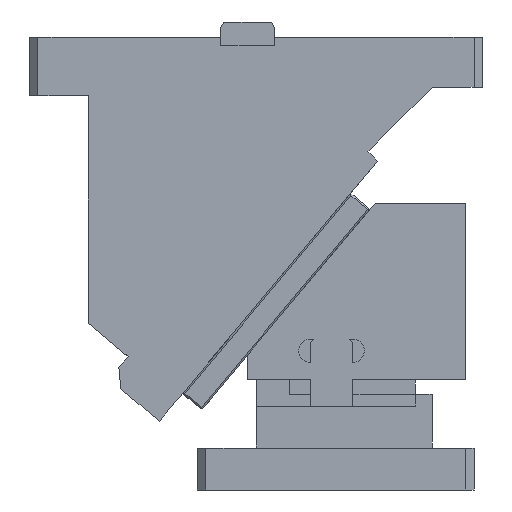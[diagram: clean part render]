
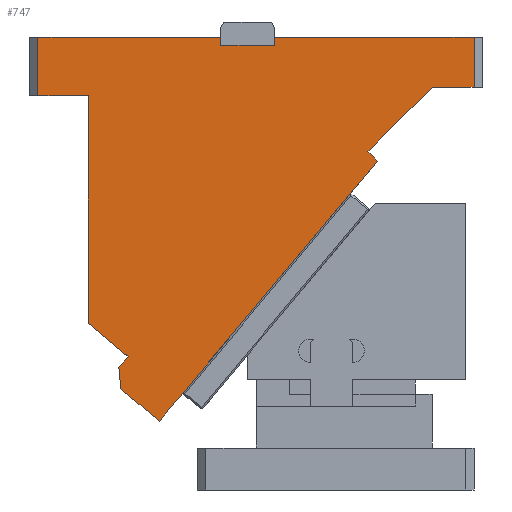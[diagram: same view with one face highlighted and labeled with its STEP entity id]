
A CAD part, front view. The second image highlights one B-rep face of the part: STEP entity #747.
In plain terms, the highlighted planar face has unit normal (0, -1, 0).
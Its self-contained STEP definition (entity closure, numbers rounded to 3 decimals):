
#117=CARTESIAN_POINT('Vertex',(46.,0.,270.)) ;
#120=CARTESIAN_POINT('Line Origine',(105.5,0.,270.)) ;
#124=CARTESIAN_POINT('Vertex',(165.,0.,270.)) ;
#569=CARTESIAN_POINT('Line Origine',(165.,0.,255.)) ;
#573=CARTESIAN_POINT('Vertex',(165.,0.,240.)) ;
#588=CARTESIAN_POINT('Axis2P3D Location',(-47.41,0.,84.66)) ;
#593=CARTESIAN_POINT('Line Origine',(46.,0.,267.5)) ;
#597=CARTESIAN_POINT('Vertex',(46.,0.,265.)) ;
#600=CARTESIAN_POINT('Line Origine',(30.,0.,265.)) ;
#604=CARTESIAN_POINT('Vertex',(14.,0.,265.)) ;
#607=CARTESIAN_POINT('Line Origine',(14.,0.,267.5)) ;
#611=CARTESIAN_POINT('Vertex',(14.,0.,270.)) ;
#614=CARTESIAN_POINT('Line Origine',(-40.5,0.,270.)) ;
#618=CARTESIAN_POINT('Vertex',(-95.,0.,270.)) ;
#621=CARTESIAN_POINT('Line Origine',(-95.,0.,252.5)) ;
#625=CARTESIAN_POINT('Vertex',(-95.,0.,235.)) ;
#628=CARTESIAN_POINT('Line Origine',(-80.,0.,235.)) ;
#632=CARTESIAN_POINT('Vertex',(-65.,0.,235.)) ;
#635=CARTESIAN_POINT('Line Origine',(-65.,0.,167.21)) ;
#639=CARTESIAN_POINT('Vertex',(-65.,0.,99.42)) ;
#642=CARTESIAN_POINT('Line Origine',(-53.141,0.,89.469)) ;
#646=CARTESIAN_POINT('Vertex',(-41.282,0.,79.518)) ;
#649=CARTESIAN_POINT('Line Origine',(-44.014,0.,76.262)) ;
#653=CARTESIAN_POINT('Vertex',(-46.746,0.,73.007)) ;
#656=CARTESIAN_POINT('Line Origine',(-46.191,0.,66.667)) ;
#660=CARTESIAN_POINT('Vertex',(-45.636,0.,60.327)) ;
#663=CARTESIAN_POINT('Line Origine',(-34.146,0.,50.685)) ;
#667=CARTESIAN_POINT('Vertex',(-22.655,0.,41.044)) ;
#670=CARTESIAN_POINT('Line Origine',(-17.031,0.,47.746)) ;
#674=CARTESIAN_POINT('Vertex',(-11.406,0.,54.449)) ;
#677=CARTESIAN_POINT('Line Origine',(-10.764,0.,55.215)) ;
#681=CARTESIAN_POINT('Vertex',(-10.121,0.,55.981)) ;
#684=CARTESIAN_POINT('Line Origine',(41.302,0.,117.265)) ;
#688=CARTESIAN_POINT('Vertex',(92.725,0.,178.549)) ;
#691=CARTESIAN_POINT('Line Origine',(100.07,0.,187.301)) ;
#695=CARTESIAN_POINT('Vertex',(107.414,0.,196.054)) ;
#698=CARTESIAN_POINT('Line Origine',(104.574,0.,198.894)) ;
#702=CARTESIAN_POINT('Vertex',(101.734,0.,201.734)) ;
#705=CARTESIAN_POINT('Line Origine',(105.867,0.,205.867)) ;
#709=CARTESIAN_POINT('Vertex',(110.,0.,210.)) ;
#712=CARTESIAN_POINT('Line Origine',(125.,0.,225.)) ;
#716=CARTESIAN_POINT('Vertex',(140.,0.,240.)) ;
#719=CARTESIAN_POINT('Line Origine',(152.5,0.,240.)) ;
#121=DIRECTION('Vector Direction',(1.,0.,0.)) ;
#570=DIRECTION('Vector Direction',(0.,0.,1.)) ;
#589=DIRECTION('Axis2P3D Direction',(0.,-1.,0.)) ;
#590=DIRECTION('Axis2P3D XDirection',(0.766,0.,-0.643)) ;
#594=DIRECTION('Vector Direction',(0.,0.,-1.)) ;
#601=DIRECTION('Vector Direction',(1.,0.,0.)) ;
#608=DIRECTION('Vector Direction',(0.,0.,-1.)) ;
#615=DIRECTION('Vector Direction',(1.,0.,0.)) ;
#622=DIRECTION('Vector Direction',(0.,0.,1.)) ;
#629=DIRECTION('Vector Direction',(1.,0.,0.)) ;
#636=DIRECTION('Vector Direction',(0.,0.,-1.)) ;
#643=DIRECTION('Vector Direction',(0.766,0.,-0.643)) ;
#650=DIRECTION('Vector Direction',(-0.643,0.,-0.766)) ;
#657=DIRECTION('Vector Direction',(0.087,0.,-0.996)) ;
#664=DIRECTION('Vector Direction',(0.766,0.,-0.643)) ;
#671=DIRECTION('Vector Direction',(0.643,0.,0.766)) ;
#678=DIRECTION('Vector Direction',(-0.643,0.,-0.766)) ;
#685=DIRECTION('Vector Direction',(-0.643,0.,-0.766)) ;
#692=DIRECTION('Vector Direction',(0.643,0.,0.766)) ;
#699=DIRECTION('Vector Direction',(0.707,0.,-0.707)) ;
#706=DIRECTION('Vector Direction',(-0.707,0.,-0.707)) ;
#713=DIRECTION('Vector Direction',(0.707,0.,0.707)) ;
#720=DIRECTION('Vector Direction',(-1.,0.,0.)) ;
#591=AXIS2_PLACEMENT_3D('Plane Axis2P3D',#588,#589,#590) ;
#725=ORIENTED_EDGE('',*,*,#126,.F.) ;
#726=ORIENTED_EDGE('',*,*,#599,.T.) ;
#727=ORIENTED_EDGE('',*,*,#606,.F.) ;
#728=ORIENTED_EDGE('',*,*,#613,.F.) ;
#729=ORIENTED_EDGE('',*,*,#620,.F.) ;
#730=ORIENTED_EDGE('',*,*,#627,.F.) ;
#731=ORIENTED_EDGE('',*,*,#634,.T.) ;
#732=ORIENTED_EDGE('',*,*,#641,.T.) ;
#733=ORIENTED_EDGE('',*,*,#648,.T.) ;
#734=ORIENTED_EDGE('',*,*,#655,.T.) ;
#735=ORIENTED_EDGE('',*,*,#662,.F.) ;
#736=ORIENTED_EDGE('',*,*,#669,.T.) ;
#737=ORIENTED_EDGE('',*,*,#676,.T.) ;
#738=ORIENTED_EDGE('',*,*,#683,.F.) ;
#739=ORIENTED_EDGE('',*,*,#690,.F.) ;
#740=ORIENTED_EDGE('',*,*,#697,.T.) ;
#741=ORIENTED_EDGE('',*,*,#704,.F.) ;
#742=ORIENTED_EDGE('',*,*,#711,.F.) ;
#743=ORIENTED_EDGE('',*,*,#718,.T.) ;
#744=ORIENTED_EDGE('',*,*,#723,.F.) ;
#745=ORIENTED_EDGE('',*,*,#575,.T.) ;
#122=VECTOR('Line Direction',#121,1.) ;
#571=VECTOR('Line Direction',#570,1.) ;
#595=VECTOR('Line Direction',#594,1.) ;
#602=VECTOR('Line Direction',#601,1.) ;
#609=VECTOR('Line Direction',#608,1.) ;
#616=VECTOR('Line Direction',#615,1.) ;
#623=VECTOR('Line Direction',#622,1.) ;
#630=VECTOR('Line Direction',#629,1.) ;
#637=VECTOR('Line Direction',#636,1.) ;
#644=VECTOR('Line Direction',#643,1.) ;
#651=VECTOR('Line Direction',#650,1.) ;
#658=VECTOR('Line Direction',#657,1.) ;
#665=VECTOR('Line Direction',#664,1.) ;
#672=VECTOR('Line Direction',#671,1.) ;
#679=VECTOR('Line Direction',#678,1.) ;
#686=VECTOR('Line Direction',#685,1.) ;
#693=VECTOR('Line Direction',#692,1.) ;
#700=VECTOR('Line Direction',#699,1.) ;
#707=VECTOR('Line Direction',#706,1.) ;
#714=VECTOR('Line Direction',#713,1.) ;
#721=VECTOR('Line Direction',#720,1.) ;
#747=ADVANCED_FACE('CAM HOLDER',(#746),#592,.T.) ;
#126=EDGE_CURVE('',#118,#125,#123,.T.) ;
#575=EDGE_CURVE('',#574,#125,#572,.T.) ;
#599=EDGE_CURVE('',#118,#598,#596,.T.) ;
#606=EDGE_CURVE('',#605,#598,#603,.T.) ;
#613=EDGE_CURVE('',#612,#605,#610,.T.) ;
#620=EDGE_CURVE('',#619,#612,#617,.T.) ;
#627=EDGE_CURVE('',#626,#619,#624,.T.) ;
#634=EDGE_CURVE('',#626,#633,#631,.T.) ;
#641=EDGE_CURVE('',#633,#640,#638,.T.) ;
#648=EDGE_CURVE('',#640,#647,#645,.T.) ;
#655=EDGE_CURVE('',#647,#654,#652,.T.) ;
#662=EDGE_CURVE('',#661,#654,#659,.F.) ;
#669=EDGE_CURVE('',#661,#668,#666,.T.) ;
#676=EDGE_CURVE('',#668,#675,#673,.T.) ;
#683=EDGE_CURVE('',#682,#675,#680,.T.) ;
#690=EDGE_CURVE('',#689,#682,#687,.T.) ;
#697=EDGE_CURVE('',#689,#696,#694,.T.) ;
#704=EDGE_CURVE('',#703,#696,#701,.T.) ;
#711=EDGE_CURVE('',#710,#703,#708,.T.) ;
#718=EDGE_CURVE('',#710,#717,#715,.T.) ;
#723=EDGE_CURVE('',#574,#717,#722,.T.) ;
#724=EDGE_LOOP('',(#725,#726,#727,#728,#729,#730,#731,#732,#733,#734,#735,#736,#737,#738,#739,#740,#741,#742,#743,#744,#745)) ;
#746=FACE_OUTER_BOUND('',#724,.T.) ;
#123=LINE('Line',#120,#122) ;
#572=LINE('Line',#569,#571) ;
#596=LINE('Line',#593,#595) ;
#603=LINE('Line',#600,#602) ;
#610=LINE('Line',#607,#609) ;
#617=LINE('Line',#614,#616) ;
#624=LINE('Line',#621,#623) ;
#631=LINE('Line',#628,#630) ;
#638=LINE('Line',#635,#637) ;
#645=LINE('Line',#642,#644) ;
#652=LINE('Line',#649,#651) ;
#659=LINE('Line',#656,#658) ;
#666=LINE('Line',#663,#665) ;
#673=LINE('Line',#670,#672) ;
#680=LINE('Line',#677,#679) ;
#687=LINE('Line',#684,#686) ;
#694=LINE('Line',#691,#693) ;
#701=LINE('Line',#698,#700) ;
#708=LINE('Line',#705,#707) ;
#715=LINE('Line',#712,#714) ;
#722=LINE('Line',#719,#721) ;
#592=PLANE('Plane',#591) ;
#118=VERTEX_POINT('',#117) ;
#125=VERTEX_POINT('',#124) ;
#574=VERTEX_POINT('',#573) ;
#598=VERTEX_POINT('',#597) ;
#605=VERTEX_POINT('',#604) ;
#612=VERTEX_POINT('',#611) ;
#619=VERTEX_POINT('',#618) ;
#626=VERTEX_POINT('',#625) ;
#633=VERTEX_POINT('',#632) ;
#640=VERTEX_POINT('',#639) ;
#647=VERTEX_POINT('',#646) ;
#654=VERTEX_POINT('',#653) ;
#661=VERTEX_POINT('',#660) ;
#668=VERTEX_POINT('',#667) ;
#675=VERTEX_POINT('',#674) ;
#682=VERTEX_POINT('',#681) ;
#689=VERTEX_POINT('',#688) ;
#696=VERTEX_POINT('',#695) ;
#703=VERTEX_POINT('',#702) ;
#710=VERTEX_POINT('',#709) ;
#717=VERTEX_POINT('',#716) ;
